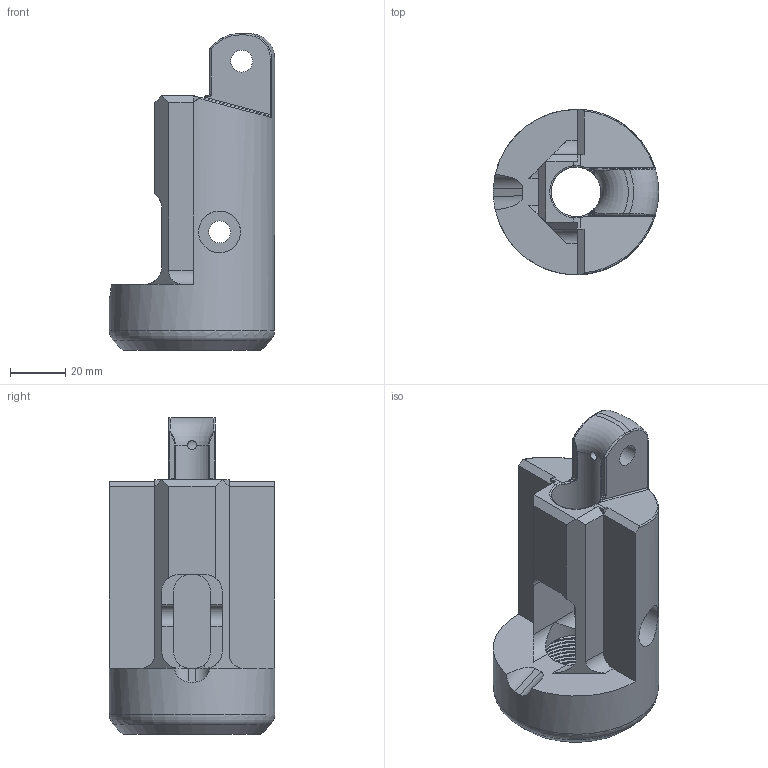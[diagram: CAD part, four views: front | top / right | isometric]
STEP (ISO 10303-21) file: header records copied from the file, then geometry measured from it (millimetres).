
FILE_DESCRIPTION(/* description */ ('Unknown'),/* implementation_level */ '2;1');
FILE_NAME(/* name */ 'SE Colonne de direction - Partie supérieure colonne de direction mixte-ind04',/* time_stamp */ '2022-07-06T17:19:02+02:00',/* author */ ('Unknown'),/* organization */ ('Unknown'),/* preprocessor_version */ 'ST-DEVELOPER v16.7',/* originating_system */ 'Solid Edge',/* authorisation */ 'Unknown');
FILE_SCHEMA (('AUTOMOTIVE_DESIGN {1 0 10303 214 3 1 1}'));
Length unit declared in the file: millimetre
Products named in the file (1): SE Colonne de direction - Partie supérieure colonne de direction mixt
e
Bounding box: 60 x 59.99 x 115 mm (x, y, z)
Volume: 137844 mm3; surface area: 31378.3 mm2
Topology: 1 solids, 1 shells, 136 faces, 361 edges, 222 vertices
Faces by surface type: cylinder 56, plane 47, bspline 20, torus 8, sphere 4, cone 1
Full cylindrical faces by diameter (mm): 3.242 x1, 8 x3, 15.2 x2, 18 x1, 22 x1, 28.5 x13, 60 x1
Entity records: 7656 total; most frequent: CARTESIAN_POINT 4783, ORIENTED_EDGE 604, DIRECTION 578, EDGE_CURVE 302, AXIS2_PLACEMENT_3D 225, VERTEX_POINT 190, EDGE_LOOP 144, FACE_BOUND 144
